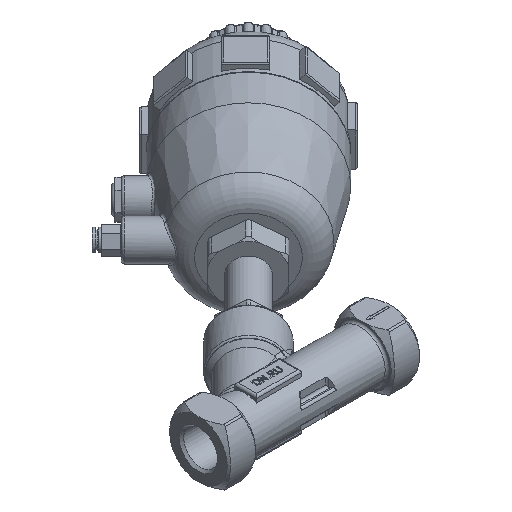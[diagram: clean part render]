
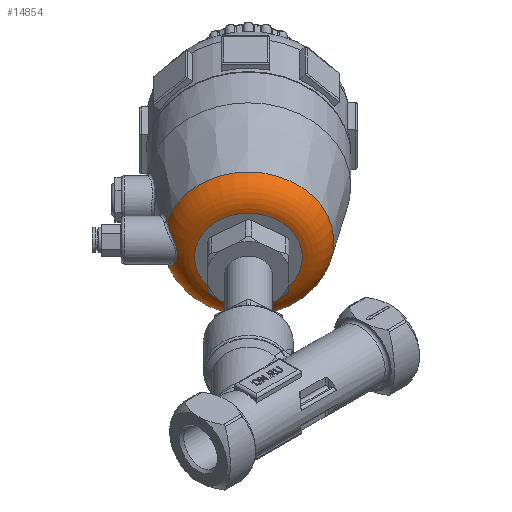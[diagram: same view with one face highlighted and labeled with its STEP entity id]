
A CAD part, isometric view. The second image highlights one B-rep face of the part: STEP entity #14854.
In plain terms, the highlighted toroidal (fillet/blend) face has major radius 16.859 mm and minor radius 10 mm.
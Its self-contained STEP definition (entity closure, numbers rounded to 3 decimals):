
#126=TOROIDAL_SURFACE('',#16143,16.859,10.);
#2188=CIRCLE('',#16054,16.859);
#2201=CIRCLE('',#16074,26.707);
#2205=CIRCLE('',#16078,26.707);
#2241=CIRCLE('',#16144,10.);
#3072=FACE_OUTER_BOUND('',#3955,.T.);
#3955=EDGE_LOOP('',(#12536,#12537,#12538,#12539,#12540,#12541));
#4921=B_SPLINE_CURVE_WITH_KNOTS('',3,(#59711,#59712,#59713,#59714,#59715,
#59716,#59717,#59718,#59719,#59720,#59721,#59722,#59723),.UNSPECIFIED.,
 .F.,.F.,(4,1,1,1,1,1,1,1,1,1,4),(-2.566,-2.199,-1.833,
-1.466,-1.283,-1.1,-1.008,
-0.916,-0.733,-0.367,0.),
 .UNSPECIFIED.);
#6149=VERTEX_POINT('',#59033);
#6183=VERTEX_POINT('',#59146);
#6184=VERTEX_POINT('',#59147);
#6185=VERTEX_POINT('',#59158);
#8245=EDGE_CURVE('',#6149,#6149,#2188,.T.);
#8289=EDGE_CURVE('',#6185,#6183,#2201,.T.);
#8295=EDGE_CURVE('',#6184,#6185,#2205,.T.);
#8391=EDGE_CURVE('',#6184,#6183,#4921,.T.);
#8392=EDGE_CURVE('',#6185,#6149,#2241,.T.);
#12536=ORIENTED_EDGE('',*,*,#8391,.F.);
#12537=ORIENTED_EDGE('',*,*,#8295,.T.);
#12538=ORIENTED_EDGE('',*,*,#8392,.T.);
#12539=ORIENTED_EDGE('',*,*,#8245,.T.);
#12540=ORIENTED_EDGE('',*,*,#8392,.F.);
#12541=ORIENTED_EDGE('',*,*,#8289,.T.);
#14854=ADVANCED_FACE('',(#3072),#126,.T.);
#16054=AXIS2_PLACEMENT_3D('',#59034,#18676,#18677);
#16074=AXIS2_PLACEMENT_3D('',#59159,#18737,#18738);
#16078=AXIS2_PLACEMENT_3D('',#59256,#18746,#18747);
#16143=AXIS2_PLACEMENT_3D('',#59710,#18908,#18909);
#16144=AXIS2_PLACEMENT_3D('',#59724,#18910,#18911);
#18676=DIRECTION('center_axis',(-1.,0.,0.));
#18677=DIRECTION('ref_axis',(0.,0.,1.));
#18737=DIRECTION('center_axis',(1.,0.,0.));
#18738=DIRECTION('ref_axis',(0.,0.,1.));
#18746=DIRECTION('center_axis',(1.,0.,0.));
#18747=DIRECTION('ref_axis',(0.,0.,1.));
#18908=DIRECTION('center_axis',(-1.,0.,0.));
#18909=DIRECTION('ref_axis',(0.,0.,1.));
#18910=DIRECTION('center_axis',(0.,-1.,0.));
#18911=DIRECTION('ref_axis',(0.,0.,-1.));
#59033=CARTESIAN_POINT('',(85.1,0.,-16.859));
#59034=CARTESIAN_POINT('Origin',(85.1,0.,0.));
#59146=CARTESIAN_POINT('',(76.836,25.44,-8.127));
#59147=CARTESIAN_POINT('',(76.836,25.44,8.127));
#59158=CARTESIAN_POINT('',(76.836,0.,-26.707));
#59159=CARTESIAN_POINT('Origin',(76.836,0.,
0.));
#59256=CARTESIAN_POINT('Origin',(76.836,0.,
0.));
#59710=CARTESIAN_POINT('Origin',(75.1,0.,0.));
#59711=CARTESIAN_POINT('Ctrl Pts',(76.836,25.44,8.127));
#59712=CARTESIAN_POINT('Ctrl Pts',(77.927,25.286,7.978));
#59713=CARTESIAN_POINT('Ctrl Pts',(80.004,24.746,7.187));
#59714=CARTESIAN_POINT('Ctrl Pts',(82.282,23.51,4.917));
#59715=CARTESIAN_POINT('Ctrl Pts',(83.368,22.431,2.384));
#59716=CARTESIAN_POINT('Ctrl Pts',(83.616,22.123,0.));
#59717=CARTESIAN_POINT('Ctrl Pts',(83.461,22.314,-1.489));
#59718=CARTESIAN_POINT('Ctrl Pts',(83.18,22.613,-2.592));
#59719=CARTESIAN_POINT('Ctrl Pts',(82.801,22.976,-3.636));
#59720=CARTESIAN_POINT('Ctrl Pts',(81.905,23.708,-5.294));
#59721=CARTESIAN_POINT('Ctrl Pts',(80.002,24.75,-7.188));
#59722=CARTESIAN_POINT('Ctrl Pts',(77.927,25.286,-7.978));
#59723=CARTESIAN_POINT('Ctrl Pts',(76.836,25.44,-8.127));
#59724=CARTESIAN_POINT('Origin',(75.1,0.,-16.859));
